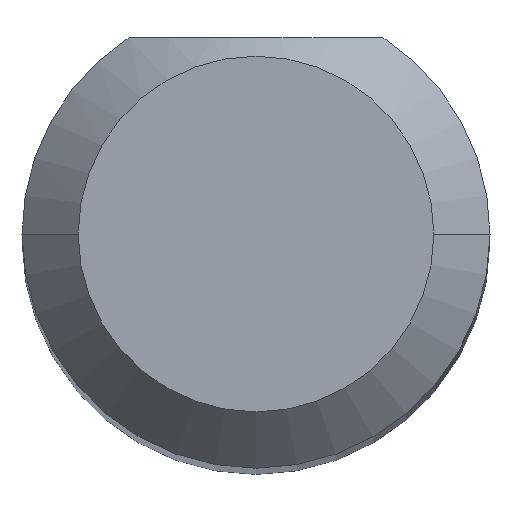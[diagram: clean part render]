
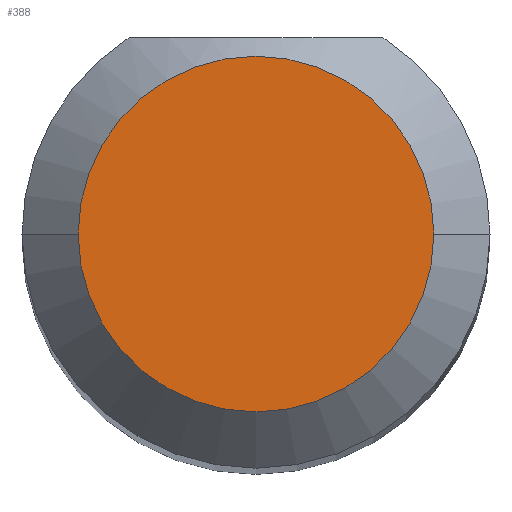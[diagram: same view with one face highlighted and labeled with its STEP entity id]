
A CAD part, top view. The second image highlights one B-rep face of the part: STEP entity #388.
In plain terms, the highlighted planar face has unit normal (0, 0, 1).
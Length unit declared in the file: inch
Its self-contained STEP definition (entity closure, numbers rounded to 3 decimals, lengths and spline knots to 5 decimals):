
#41 = CARTESIAN_POINT ( 'NONE',  ( 0., 0., 1.5 ) ) ;
#45 = PLANE ( 'NONE',  #827 ) ;
#78 = CARTESIAN_POINT ( 'NONE',  ( 0., 0., 1.5 ) ) ;
#93 = CARTESIAN_POINT ( 'NONE',  ( 0.0475, 0., 1.5 ) ) ;
#136 = DIRECTION ( 'NONE',  ( 1., 0., 0. ) ) ;
#166 = AXIS2_PLACEMENT_3D ( 'NONE', #41, #468, #136 ) ;
#293 = DIRECTION ( 'NONE',  ( 0., 0., 1. ) ) ;
#295 = VERTEX_POINT ( 'NONE', #475 ) ;
#351 = EDGE_CURVE ( 'NONE', #295, #1027, #1053, .T. ) ;
#369 = AXIS2_PLACEMENT_3D ( 'NONE', #78, #441, #434 ) ;
#388 = ADVANCED_FACE ( 'NONE', ( #816 ), #45, .T. ) ;
#434 = DIRECTION ( 'NONE',  ( 1., 0., 0. ) ) ;
#441 = DIRECTION ( 'NONE',  ( 0., 0., 1. ) ) ;
#468 = DIRECTION ( 'NONE',  ( 0., 0., 1. ) ) ;
#473 = CIRCLE ( 'NONE', #369, 0.0475 ) ;
#475 = CARTESIAN_POINT ( 'NONE',  ( -0.0475, 0., 1.5 ) ) ;
#539 = ORIENTED_EDGE ( 'NONE', *, *, #985, .T. ) ;
#548 = ORIENTED_EDGE ( 'NONE', *, *, #351, .T. ) ;
#552 = DIRECTION ( 'NONE',  ( 1., 0., 0. ) ) ;
#653 = EDGE_LOOP ( 'NONE', ( #548, #539 ) ) ;
#813 = CARTESIAN_POINT ( 'NONE',  ( 0., 0., 1.5 ) ) ;
#816 = FACE_OUTER_BOUND ( 'NONE', #653, .T. ) ;
#827 = AXIS2_PLACEMENT_3D ( 'NONE', #813, #293, #552 ) ;
#985 = EDGE_CURVE ( 'NONE', #1027, #295, #473, .T. ) ;
#1027 = VERTEX_POINT ( 'NONE', #93 ) ;
#1053 = CIRCLE ( 'NONE', #166, 0.0475 ) ;
